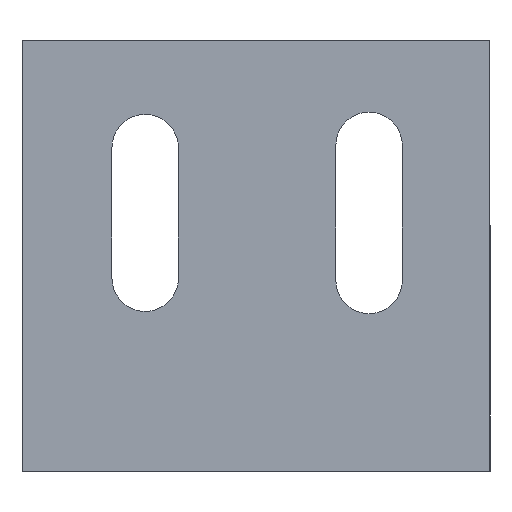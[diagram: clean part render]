
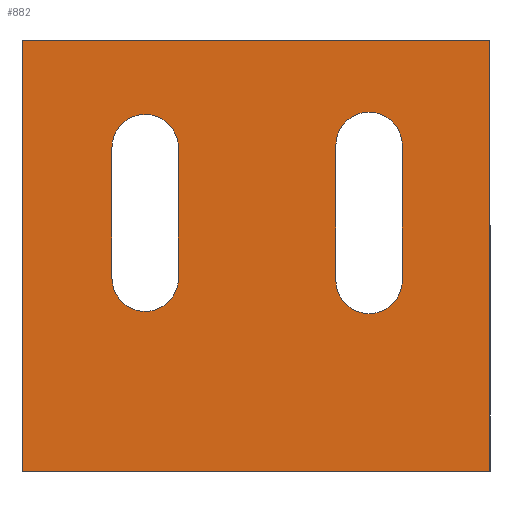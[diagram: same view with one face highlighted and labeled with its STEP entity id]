
A CAD part, left-side view. The second image highlights one B-rep face of the part: STEP entity #882.
In plain terms, the highlighted planar face has unit normal (-1, 0, 0).
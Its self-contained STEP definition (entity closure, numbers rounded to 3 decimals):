
#30=FACE_BOUND('',#122,.T.);
#31=FACE_BOUND('',#123,.T.);
#47=CIRCLE('',#941,2.7);
#48=CIRCLE('',#942,2.7);
#49=CIRCLE('',#943,2.7);
#50=CIRCLE('',#944,2.7);
#77=FACE_OUTER_BOUND('',#121,.T.);
#121=EDGE_LOOP('',(#595,#596,#597,#598));
#122=EDGE_LOOP('',(#599,#600,#601,#602));
#123=EDGE_LOOP('',(#603,#604,#605,#606));
#182=LINE('',#1267,#281);
#183=LINE('',#1269,#282);
#184=LINE('',#1271,#283);
#185=LINE('',#1272,#284);
#186=LINE('',#1275,#285);
#187=LINE('',#1279,#286);
#188=LINE('',#1283,#287);
#189=LINE('',#1287,#288);
#281=VECTOR('',#1018,10.);
#282=VECTOR('',#1019,10.);
#283=VECTOR('',#1020,10.);
#284=VECTOR('',#1021,10.);
#285=VECTOR('',#1022,10.);
#286=VECTOR('',#1025,10.);
#287=VECTOR('',#1028,10.);
#288=VECTOR('',#1031,10.);
#380=VERTEX_POINT('',#1265);
#381=VERTEX_POINT('',#1266);
#382=VERTEX_POINT('',#1268);
#383=VERTEX_POINT('',#1270);
#384=VERTEX_POINT('',#1273);
#385=VERTEX_POINT('',#1274);
#386=VERTEX_POINT('',#1276);
#387=VERTEX_POINT('',#1278);
#388=VERTEX_POINT('',#1281);
#389=VERTEX_POINT('',#1282);
#390=VERTEX_POINT('',#1284);
#391=VERTEX_POINT('',#1286);
#466=EDGE_CURVE('',#380,#381,#182,.T.);
#467=EDGE_CURVE('',#382,#380,#183,.T.);
#468=EDGE_CURVE('',#383,#382,#184,.T.);
#469=EDGE_CURVE('',#381,#383,#185,.T.);
#470=EDGE_CURVE('',#384,#385,#186,.T.);
#471=EDGE_CURVE('',#386,#384,#47,.T.);
#472=EDGE_CURVE('',#387,#386,#187,.T.);
#473=EDGE_CURVE('',#385,#387,#48,.T.);
#474=EDGE_CURVE('',#388,#389,#188,.T.);
#475=EDGE_CURVE('',#390,#388,#49,.T.);
#476=EDGE_CURVE('',#391,#390,#189,.T.);
#477=EDGE_CURVE('',#389,#391,#50,.T.);
#595=ORIENTED_EDGE('',*,*,#466,.F.);
#596=ORIENTED_EDGE('',*,*,#467,.F.);
#597=ORIENTED_EDGE('',*,*,#468,.F.);
#598=ORIENTED_EDGE('',*,*,#469,.F.);
#599=ORIENTED_EDGE('',*,*,#470,.F.);
#600=ORIENTED_EDGE('',*,*,#471,.F.);
#601=ORIENTED_EDGE('',*,*,#472,.F.);
#602=ORIENTED_EDGE('',*,*,#473,.F.);
#603=ORIENTED_EDGE('',*,*,#474,.F.);
#604=ORIENTED_EDGE('',*,*,#475,.F.);
#605=ORIENTED_EDGE('',*,*,#476,.F.);
#606=ORIENTED_EDGE('',*,*,#477,.F.);
#853=PLANE('',#940);
#882=ADVANCED_FACE('',(#77,#30,#31),#853,.T.);
#940=AXIS2_PLACEMENT_3D('',#1264,#1016,#1017);
#941=AXIS2_PLACEMENT_3D('',#1277,#1023,#1024);
#942=AXIS2_PLACEMENT_3D('',#1280,#1026,#1027);
#943=AXIS2_PLACEMENT_3D('',#1285,#1029,#1030);
#944=AXIS2_PLACEMENT_3D('',#1288,#1032,#1033);
#1016=DIRECTION('center_axis',(-1.,0.,0.));
#1017=DIRECTION('ref_axis',(0.,0.,1.));
#1018=DIRECTION('',(0.,1.,0.));
#1019=DIRECTION('',(0.,0.,-1.));
#1020=DIRECTION('',(0.,-1.,0.));
#1021=DIRECTION('',(0.,0.,1.));
#1022=DIRECTION('',(0.,0.,1.));
#1023=DIRECTION('center_axis',(-1.,0.,0.));
#1024=DIRECTION('ref_axis',(0.,-1.,0.));
#1025=DIRECTION('',(0.,0.,-1.));
#1026=DIRECTION('center_axis',(-1.,0.,0.));
#1027=DIRECTION('ref_axis',(0.,1.,0.));
#1028=DIRECTION('',(0.,0.,1.));
#1029=DIRECTION('center_axis',(-1.,0.,0.));
#1030=DIRECTION('ref_axis',(0.,-1.,0.));
#1031=DIRECTION('',(0.,0.,-1.));
#1032=DIRECTION('center_axis',(-1.,0.,0.));
#1033=DIRECTION('ref_axis',(0.,1.,0.));
#1264=CARTESIAN_POINT('Origin',(-66.,2.,-10.));
#1265=CARTESIAN_POINT('',(-66.,-17.,-25.));
#1266=CARTESIAN_POINT('',(-66.,21.,-25.));
#1267=CARTESIAN_POINT('',(-66.,2.,-25.));
#1268=CARTESIAN_POINT('',(-66.,-17.,10.));
#1269=CARTESIAN_POINT('',(-66.,-17.,-8.75));
#1270=CARTESIAN_POINT('',(-66.,21.,10.));
#1271=CARTESIAN_POINT('',(-66.,-5.5,10.));
#1272=CARTESIAN_POINT('',(-66.,21.,-8.75));
#1273=CARTESIAN_POINT('',(-66.,-9.88,-9.48));
#1274=CARTESIAN_POINT('',(-66.,-9.88,1.48));
#1275=CARTESIAN_POINT('',(-66.,-9.88,-9.74));
#1276=CARTESIAN_POINT('',(-66.,-4.48,-9.48));
#1277=CARTESIAN_POINT('Origin',(-66.,-7.18,-9.48));
#1278=CARTESIAN_POINT('',(-66.,-4.48,1.48));
#1279=CARTESIAN_POINT('',(-66.,-4.48,-4.26));
#1280=CARTESIAN_POINT('Origin',(-66.,-7.18,1.48));
#1281=CARTESIAN_POINT('',(-66.,8.3,-9.3));
#1282=CARTESIAN_POINT('',(-66.,8.3,1.3));
#1283=CARTESIAN_POINT('',(-66.,8.3,-9.65));
#1284=CARTESIAN_POINT('',(-66.,13.7,-9.3));
#1285=CARTESIAN_POINT('Origin',(-66.,11.,-9.3));
#1286=CARTESIAN_POINT('',(-66.,13.7,1.3));
#1287=CARTESIAN_POINT('',(-66.,13.7,-4.35));
#1288=CARTESIAN_POINT('Origin',(-66.,11.,1.3));
